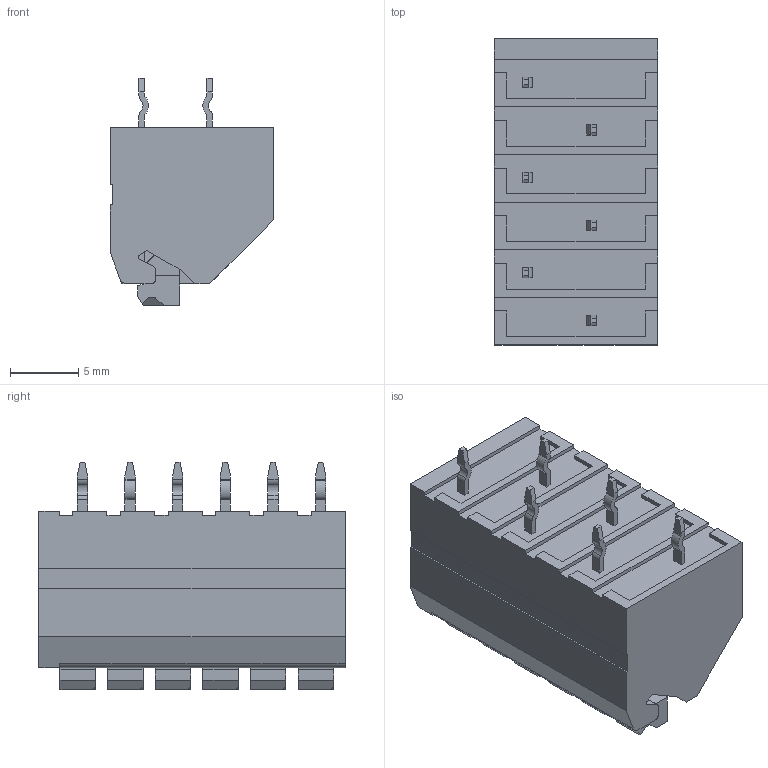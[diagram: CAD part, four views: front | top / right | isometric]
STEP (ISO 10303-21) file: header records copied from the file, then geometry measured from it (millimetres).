
FILE_DESCRIPTION((''),'2;1');
FILE_NAME('PRT0046','2020-05-20T',('Administrator'),(''),'PRO/ENGINEER BY PARAMETRIC TECHNOLOGY CORPORATION, 2010020','PRO/ENGINEER BY PARAMETRIC TECHNOLOGY CORPORATION, 2010020','');
FILE_SCHEMA(('AUTOMOTIVE_DESIGN_CC2 { 1 2 10303 214 -1 1 5 2 }'));
Length unit declared in the file: millimetre
Products named in the file (1): PRT0046
Bounding box: 12 x 22.5 x 16.7 mm (x, y, z)
Volume: 2596.1 mm3; surface area: 1923.4 mm2
Topology: 1 solids, 1 shells, 416 faces, 1201 edges, 799 vertices
Faces by surface type: plane 331, cylinder 79, extrusion 6
Entity records: 13909 total; most frequent: CARTESIAN_POINT 2885, ORIENTED_EDGE 2402, DIRECTION 2119, EDGE_CURVE 1201, VECTOR 995, LINE 989, VERTEX_POINT 799, AXIS2_PLACEMENT_3D 562
